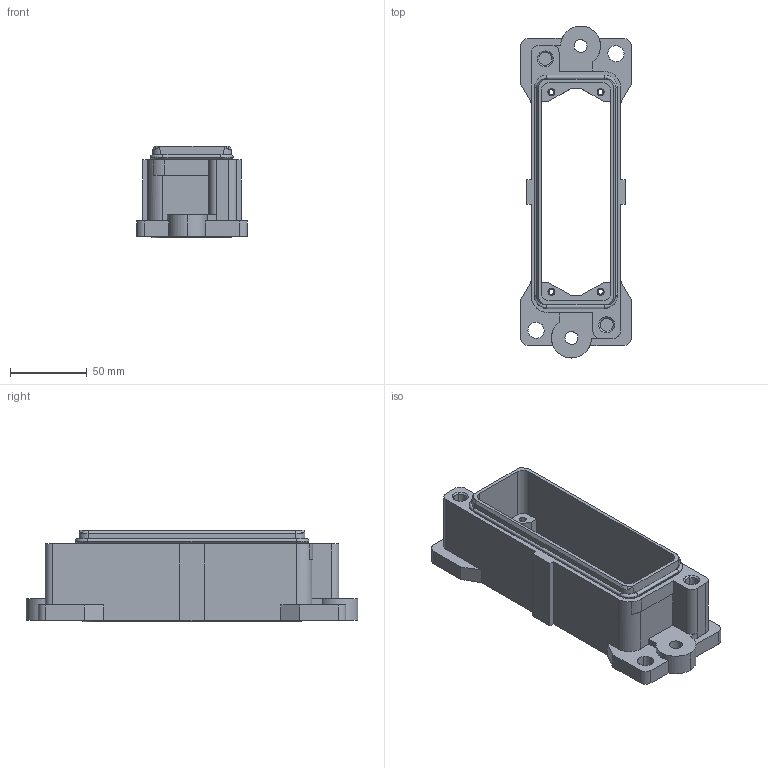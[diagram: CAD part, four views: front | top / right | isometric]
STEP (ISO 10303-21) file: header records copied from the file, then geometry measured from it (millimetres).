
FILE_DESCRIPTION(('CATIA V5 STEP Exchange','CAx-IF Rec.Pracs.--- Model Styling and Organization---1.4--- 2014-01-23'),'2;1');
FILE_NAME ('13311652_3', '2022-05-19T05:39:57+00:00', ('none'), ('Weidmueller'), 'CATIA Version 5-6 Release 2016 SP3 HF44', 'CATIA V5 STEP AP214', 'none');
FILE_SCHEMA(('AUTOMOTIVE_DESIGN { 1 0 10303 214 1 1 1 1 }'));
Length unit declared in the file: millimetre
Products named in the file (1): 1120040000
Bounding box: 72 x 216 x 59.8 mm (x, y, z)
Volume: 223187.2 mm3; surface area: 80684.4 mm2
Topology: 5 solids, 5 shells, 345 faces, 822 edges, 512 vertices
Faces by surface type: plane 149, cylinder 144, torus 28, cone 24
Entity records: 9239 total; most frequent: CARTESIAN_POINT 1699, ORIENTED_EDGE 1644, DIRECTION 1274, EDGE_CURVE 822, AXIS2_PLACEMENT_3D 593, VERTEX_POINT 512, VECTOR 450, LINE 450
